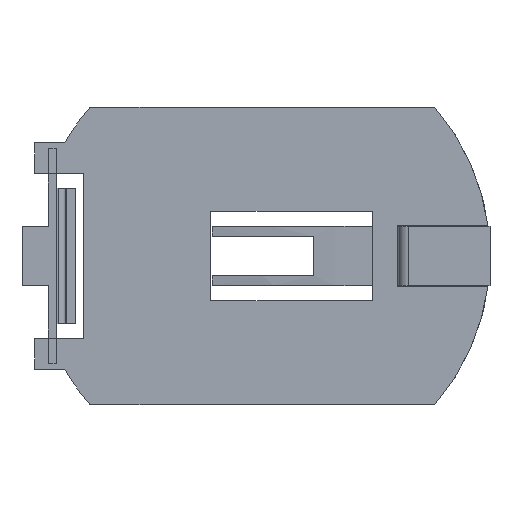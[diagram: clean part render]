
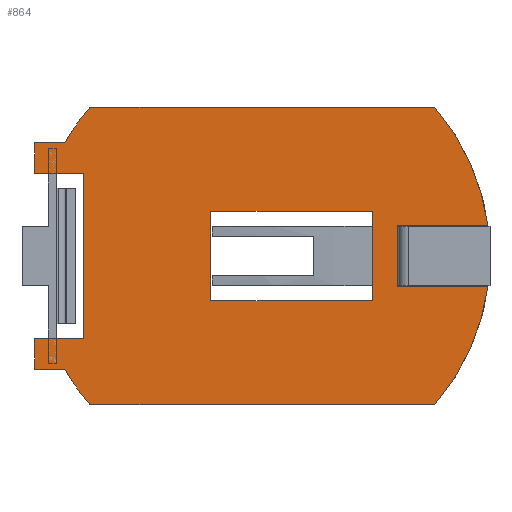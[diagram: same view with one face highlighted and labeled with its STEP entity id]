
A CAD part, front view. The second image highlights one B-rep face of the part: STEP entity #864.
In plain terms, the highlighted planar face has unit normal (0, -1, 0).
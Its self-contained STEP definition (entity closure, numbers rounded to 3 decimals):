
#75 = VERTEX_POINT('',#76);
#76 = CARTESIAN_POINT('',(-9.08,0.,4.19));
#82 = EDGE_CURVE('',#83,#75,#85,.T.);
#83 = VERTEX_POINT('',#84);
#84 = CARTESIAN_POINT('',(-11.56,0.,4.19));
#85 = LINE('',#86,#87);
#86 = CARTESIAN_POINT('',(0.,0.,4.19));
#87 = VECTOR('',#88,1.);
#88 = DIRECTION('',(1.,0.,0.));
#227 = VERTEX_POINT('',#228);
#228 = CARTESIAN_POINT('',(-11.56,0.,-4.19));
#234 = EDGE_CURVE('',#227,#235,#237,.T.);
#235 = VERTEX_POINT('',#236);
#236 = CARTESIAN_POINT('',(-9.08,0.,-4.19));
#237 = LINE('',#238,#239);
#238 = CARTESIAN_POINT('',(0.,0.,-4.19));
#239 = VECTOR('',#240,1.);
#240 = DIRECTION('',(1.,0.,0.));
#567 = EDGE_CURVE('',#568,#570,#572,.T.);
#568 = VERTEX_POINT('',#569);
#569 = CARTESIAN_POINT('',(-8.754,0.,7.55));
#570 = VERTEX_POINT('',#571);
#571 = CARTESIAN_POINT('',(8.754,0.,7.55));
#572 = LINE('',#573,#574);
#573 = CARTESIAN_POINT('',(0.,0.,7.55));
#574 = VECTOR('',#575,1.);
#575 = DIRECTION('',(1.,-0.,0.));
#615 = VERTEX_POINT('',#616);
#616 = CARTESIAN_POINT('',(11.456,0.,-1.55));
#624 = EDGE_CURVE('',#625,#615,#627,.T.);
#625 = VERTEX_POINT('',#626);
#626 = CARTESIAN_POINT('',(8.754,0.,-7.55));
#627 = CIRCLE('',#628,11.56);
#628 = AXIS2_PLACEMENT_3D('',#629,#630,#631);
#629 = CARTESIAN_POINT('',(0.,0.,0.));
#630 = DIRECTION('',(0.,-1.,0.));
#631 = DIRECTION('',(0.,0.,1.));
#649 = EDGE_CURVE('',#650,#570,#652,.T.);
#650 = VERTEX_POINT('',#651);
#651 = CARTESIAN_POINT('',(11.456,0.,1.55));
#652 = CIRCLE('',#653,11.56);
#653 = AXIS2_PLACEMENT_3D('',#654,#655,#656);
#654 = CARTESIAN_POINT('',(0.,0.,0.));
#655 = DIRECTION('',(0.,-1.,0.));
#656 = DIRECTION('',(0.,0.,1.));
#681 = EDGE_CURVE('',#682,#625,#684,.T.);
#682 = VERTEX_POINT('',#683);
#683 = CARTESIAN_POINT('',(-8.754,0.,-7.55));
#684 = LINE('',#685,#686);
#685 = CARTESIAN_POINT('',(0.,0.,-7.55));
#686 = VECTOR('',#687,1.);
#687 = DIRECTION('',(1.,-0.,0.));
#719 = EDGE_CURVE('',#682,#720,#722,.T.);
#720 = VERTEX_POINT('',#721);
#721 = CARTESIAN_POINT('',(-10.029,0.,-5.75));
#722 = CIRCLE('',#723,11.56);
#723 = AXIS2_PLACEMENT_3D('',#724,#725,#726);
#724 = CARTESIAN_POINT('',(0.,0.,0.));
#725 = DIRECTION('',(0.,1.,-0.));
#726 = DIRECTION('',(0.,0.,1.));
#744 = EDGE_CURVE('',#720,#745,#747,.T.);
#745 = VERTEX_POINT('',#746);
#746 = CARTESIAN_POINT('',(-11.56,0.,-5.75));
#747 = LINE('',#748,#749);
#748 = CARTESIAN_POINT('',(0.,0.,-5.75));
#749 = VECTOR('',#750,1.);
#750 = DIRECTION('',(-1.,0.,0.));
#768 = EDGE_CURVE('',#745,#227,#769,.T.);
#769 = LINE('',#770,#771);
#770 = CARTESIAN_POINT('',(-11.56,0.,0.));
#771 = VECTOR('',#772,1.);
#772 = DIRECTION('',(0.,0.,1.));
#785 = EDGE_CURVE('',#235,#75,#786,.T.);
#786 = LINE('',#787,#788);
#787 = CARTESIAN_POINT('',(-9.08,0.,0.));
#788 = VECTOR('',#789,1.);
#789 = DIRECTION('',(0.,0.,1.));
#802 = EDGE_CURVE('',#803,#83,#805,.T.);
#803 = VERTEX_POINT('',#804);
#804 = CARTESIAN_POINT('',(-11.56,0.,5.75));
#805 = LINE('',#806,#807);
#806 = CARTESIAN_POINT('',(-11.56,0.,-0.));
#807 = VECTOR('',#808,1.);
#808 = DIRECTION('',(0.,0.,-1.));
#826 = EDGE_CURVE('',#827,#803,#829,.T.);
#827 = VERTEX_POINT('',#828);
#828 = CARTESIAN_POINT('',(-10.029,0.,5.75));
#829 = LINE('',#830,#831);
#830 = CARTESIAN_POINT('',(0.,0.,5.75));
#831 = VECTOR('',#832,1.);
#832 = DIRECTION('',(-1.,0.,0.));
#850 = EDGE_CURVE('',#827,#568,#851,.T.);
#851 = CIRCLE('',#852,11.56);
#852 = AXIS2_PLACEMENT_3D('',#853,#854,#855);
#853 = CARTESIAN_POINT('',(0.,0.,0.));
#854 = DIRECTION('',(0.,1.,-0.));
#855 = DIRECTION('',(0.,0.,1.));
#864 = ADVANCED_FACE('',(#865,#899),#936,.F.);
#865 = FACE_BOUND('',#866,.T.);
#866 = EDGE_LOOP('',(#867,#877,#885,#893));
#867 = ORIENTED_EDGE('',*,*,#868,.T.);
#868 = EDGE_CURVE('',#869,#871,#873,.T.);
#869 = VERTEX_POINT('',#870);
#870 = CARTESIAN_POINT('',(-2.612,0.,2.275));
#871 = VERTEX_POINT('',#872);
#872 = CARTESIAN_POINT('',(5.588,0.,2.275));
#873 = LINE('',#874,#875);
#874 = CARTESIAN_POINT('',(-2.612,0.,2.275));
#875 = VECTOR('',#876,1.);
#876 = DIRECTION('',(1.,0.,0.));
#877 = ORIENTED_EDGE('',*,*,#878,.T.);
#878 = EDGE_CURVE('',#871,#879,#881,.T.);
#879 = VERTEX_POINT('',#880);
#880 = CARTESIAN_POINT('',(5.588,0.,-2.275));
#881 = LINE('',#882,#883);
#882 = CARTESIAN_POINT('',(5.588,0.,2.275));
#883 = VECTOR('',#884,1.);
#884 = DIRECTION('',(0.,0.,-1.));
#885 = ORIENTED_EDGE('',*,*,#886,.T.);
#886 = EDGE_CURVE('',#879,#887,#889,.T.);
#887 = VERTEX_POINT('',#888);
#888 = CARTESIAN_POINT('',(-2.612,0.,-2.275));
#889 = LINE('',#890,#891);
#890 = CARTESIAN_POINT('',(-2.612,0.,-2.275));
#891 = VECTOR('',#892,1.);
#892 = DIRECTION('',(-1.,-0.,0.));
#893 = ORIENTED_EDGE('',*,*,#894,.T.);
#894 = EDGE_CURVE('',#887,#869,#895,.T.);
#895 = LINE('',#896,#897);
#896 = CARTESIAN_POINT('',(-2.612,0.,2.275));
#897 = VECTOR('',#898,1.);
#898 = DIRECTION('',(-0.,-0.,1.));
#899 = FACE_BOUND('',#900,.T.);
#900 = EDGE_LOOP('',(#901,#902,#910,#918,#924,#925,#926,#927,#928,#929,
    #930,#931,#932,#933,#934,#935));
#901 = ORIENTED_EDGE('',*,*,#624,.T.);
#902 = ORIENTED_EDGE('',*,*,#903,.F.);
#903 = EDGE_CURVE('',#904,#615,#906,.T.);
#904 = VERTEX_POINT('',#905);
#905 = CARTESIAN_POINT('',(6.888,0.,-1.55));
#906 = LINE('',#907,#908);
#907 = CARTESIAN_POINT('',(6.888,0.,-1.55));
#908 = VECTOR('',#909,1.);
#909 = DIRECTION('',(1.,0.,0.));
#910 = ORIENTED_EDGE('',*,*,#911,.F.);
#911 = EDGE_CURVE('',#912,#904,#914,.T.);
#912 = VERTEX_POINT('',#913);
#913 = CARTESIAN_POINT('',(6.888,0.,1.55));
#914 = LINE('',#915,#916);
#915 = CARTESIAN_POINT('',(6.888,0.,-1.55));
#916 = VECTOR('',#917,1.);
#917 = DIRECTION('',(0.,-0.,-1.));
#918 = ORIENTED_EDGE('',*,*,#919,.T.);
#919 = EDGE_CURVE('',#912,#650,#920,.T.);
#920 = LINE('',#921,#922);
#921 = CARTESIAN_POINT('',(0.,0.,1.55));
#922 = VECTOR('',#923,1.);
#923 = DIRECTION('',(1.,-0.,0.));
#924 = ORIENTED_EDGE('',*,*,#649,.T.);
#925 = ORIENTED_EDGE('',*,*,#567,.F.);
#926 = ORIENTED_EDGE('',*,*,#850,.F.);
#927 = ORIENTED_EDGE('',*,*,#826,.T.);
#928 = ORIENTED_EDGE('',*,*,#802,.T.);
#929 = ORIENTED_EDGE('',*,*,#82,.T.);
#930 = ORIENTED_EDGE('',*,*,#785,.F.);
#931 = ORIENTED_EDGE('',*,*,#234,.F.);
#932 = ORIENTED_EDGE('',*,*,#768,.F.);
#933 = ORIENTED_EDGE('',*,*,#744,.F.);
#934 = ORIENTED_EDGE('',*,*,#719,.F.);
#935 = ORIENTED_EDGE('',*,*,#681,.T.);
#936 = PLANE('',#937);
#937 = AXIS2_PLACEMENT_3D('',#938,#939,#940);
#938 = CARTESIAN_POINT('',(0.,0.,0.));
#939 = DIRECTION('',(0.,1.,-0.));
#940 = DIRECTION('',(0.,0.,1.));
